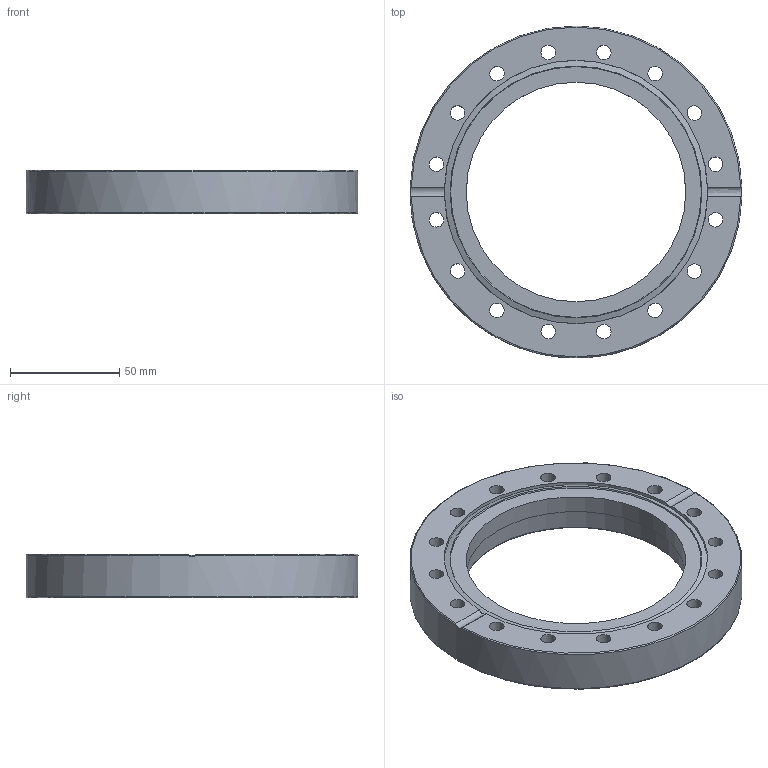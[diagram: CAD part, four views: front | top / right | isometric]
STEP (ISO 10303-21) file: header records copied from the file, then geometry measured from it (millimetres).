
FILE_DESCRIPTION((''),'2;1');
FILE_NAME('F100B104T-304.stp','2009-03-13T08:49:25',('hasers'),(''),'Autodesk Inventor 2008','Autodesk Inventor 2008','');
FILE_SCHEMA(('AUTOMOTIVE_DESIGN { 1 0 10303 214 1 1 1 1 }'));
Length unit declared in the file: millimetre
Products named in the file (2): F100B104T-304; CF-07 [Keywords [Summary]=1.4301][Company [Summary]=Vacom][Title [Summary]=F100B104T]
Assembly tree (1 placements, depth 2):
  F100B104T-304
    CF-07 [Keywords [Summary]=1.4301][Company [Summary]=Vacom][Title [Summary]=F100B104T]
Bounding box: 152 x 152 x 20 mm (x, y, z)
Volume: 182515 mm3; surface area: 42147.6 mm2
Topology: 1 solids, 1 shells, 33 faces, 102 edges, 72 vertices
Faces by surface type: bspline 17, cylinder 5, plane 5, torus 4, cone 2
Full cylindrical faces by diameter (mm): 100.5 x1, 104.3 x1, 120.6 x1, 152 x1
Entity records: 1339 total; most frequent: CARTESIAN_POINT 555, DIRECTION 138, ORIENTED_EDGE 120, EDGE_LOOP 92, AXIS2_PLACEMENT_3D 67, EDGE_CURVE 60, FACE_BOUND 59, VERTEX_POINT 54
